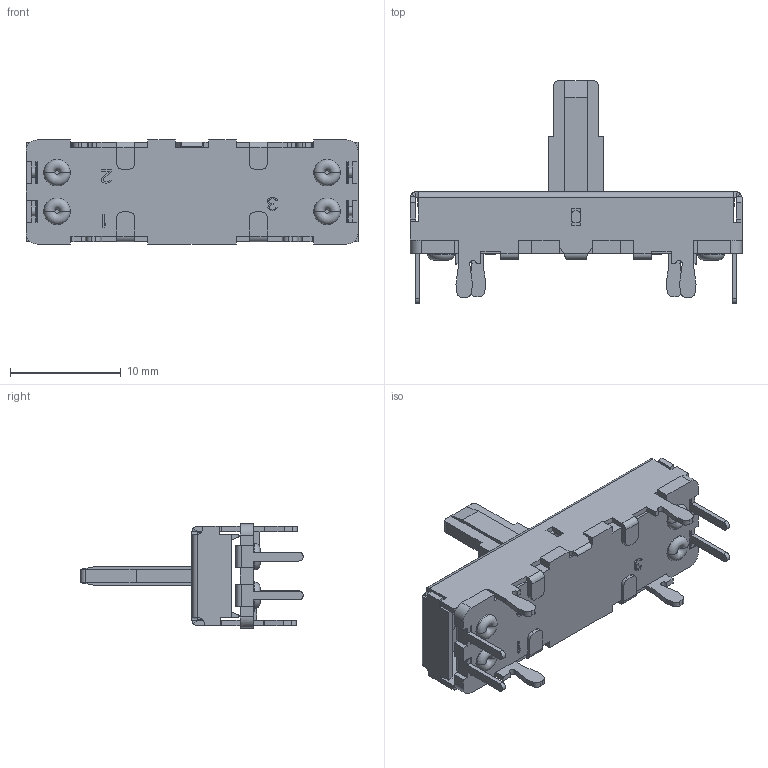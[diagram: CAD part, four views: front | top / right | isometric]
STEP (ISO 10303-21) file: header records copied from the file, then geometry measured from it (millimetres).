
FILE_DESCRIPTION((''),'2;1');
FILE_NAME('SL15N5_ASM','2019-03-18T',('sunji'),(''),'PRO/ENGINEER BY PARAMETRIC TECHNOLOGY CORPORATION, 2015070','PRO/ENGINEER BY PARAMETRIC TECHNOLOGY CORPORATION, 2015070','');
FILE_SCHEMA(('CONFIG_CONTROL_DESIGN'));
Length unit declared in the file: millimetre
Products named in the file (1): SL15N5_ASM
Bounding box: 30 x 20.1 x 9.4 mm (x, y, z)
Volume: 817 mm3; surface area: 2399.9 mm2
Topology: 1 solids, 5 shells, 593 faces, 1625 edges, 1046 vertices
Faces by surface type: plane 438, cylinder 129, torus 16, bspline 10
Entity records: 18924 total; most frequent: CARTESIAN_POINT 3639, ORIENTED_EDGE 3250, DIRECTION 3045, EDGE_CURVE 1625, VECTOR 1315, LINE 1315, VERTEX_POINT 1046, AXIS2_PLACEMENT_3D 865
